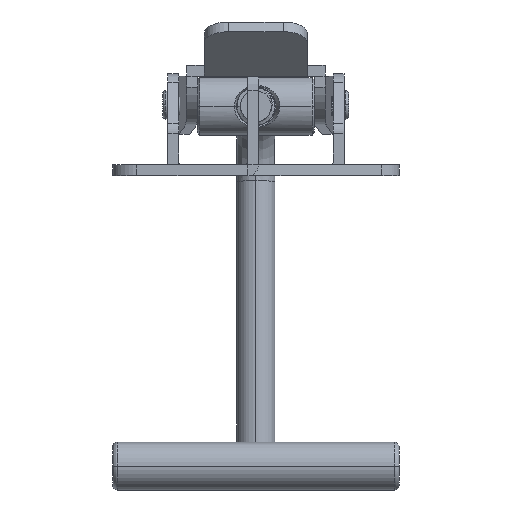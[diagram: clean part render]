
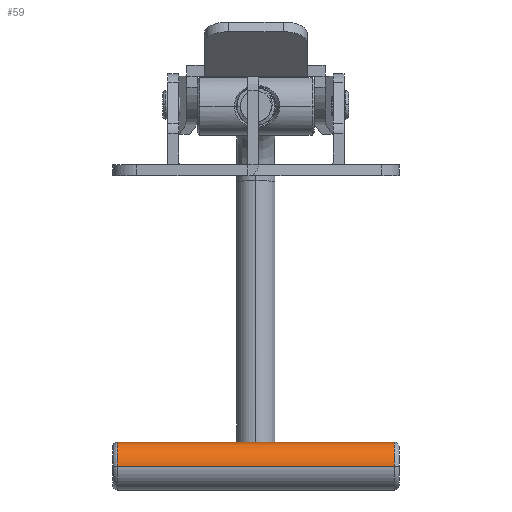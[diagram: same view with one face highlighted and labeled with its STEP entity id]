
A CAD part, left-side view. The second image highlights one B-rep face of the part: STEP entity #59.
In plain terms, the highlighted cylindrical face has radius 5 mm (diameter 10 mm), a partial arc.
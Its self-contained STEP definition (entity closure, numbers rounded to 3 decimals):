
#59=ADVANCED_FACE('',(#316),#4180,.T.);
#316=FACE_OUTER_BOUND('',#573,.T.);
#573=EDGE_LOOP('',(#859,#860,#861,#862,#863,#864,#865));
#859=ORIENTED_EDGE('',*,*,#2262,.T.);
#860=ORIENTED_EDGE('',*,*,#2161,.F.);
#861=ORIENTED_EDGE('',*,*,#2261,.F.);
#862=ORIENTED_EDGE('',*,*,#2259,.T.);
#863=ORIENTED_EDGE('',*,*,#2277,.T.);
#864=ORIENTED_EDGE('',*,*,#2160,.F.);
#865=ORIENTED_EDGE('',*,*,#2159,.T.);
#2159=EDGE_CURVE('',#3645,#3711,#3293,.T.);
#2160=EDGE_CURVE('',#3645,#3710,#3100,.T.);
#2161=EDGE_CURVE('',#3646,#3712,#3294,.T.);
#2259=EDGE_CURVE('',#3709,#3718,#2861,.T.);
#2261=EDGE_CURVE('',#3709,#3646,#3140,.T.);
#2262=EDGE_CURVE('',#3711,#3712,#3141,.T.);
#2277=EDGE_CURVE('',#3718,#3710,#2863,.T.);
#2861=B_SPLINE_CURVE_WITH_KNOTS('',3,(#19558,#19559,#19560,#19561,#19562,
#19563,#19564,#19565),.UNSPECIFIED.,.F.,.F.,(4,2,2,4),(0.,0.233,
0.349,0.466),.UNSPECIFIED.);
#2863=B_SPLINE_CURVE_WITH_KNOTS('',3,(#19639,#19640,#19641,#19642,#19643,
#19644,#19645,#19646),.UNSPECIFIED.,.F.,.F.,(4,2,2,4),(0.466,
0.582,0.698,0.931),.UNSPECIFIED.);
#3100=(
BOUNDED_CURVE()
B_SPLINE_CURVE(1,(#14088,#14089),.UNSPECIFIED.,.F.,.F.)
B_SPLINE_CURVE_WITH_KNOTS((2,2),(1.,29.626),.UNSPECIFIED.)
CURVE()
GEOMETRIC_REPRESENTATION_ITEM()
RATIONAL_B_SPLINE_CURVE((1.,1.))
REPRESENTATION_ITEM('')
);
#3140=(
BOUNDED_CURVE()
B_SPLINE_CURVE(1,(#19582,#19583),.UNSPECIFIED.,.F.,.F.)
B_SPLINE_CURVE_WITH_KNOTS((2,2),(30.374,59.),.UNSPECIFIED.)
CURVE()
GEOMETRIC_REPRESENTATION_ITEM()
RATIONAL_B_SPLINE_CURVE((1.,1.))
REPRESENTATION_ITEM('')
);
#3141=(
BOUNDED_CURVE()
B_SPLINE_CURVE(1,(#19584,#19585),.UNSPECIFIED.,.F.,.F.)
B_SPLINE_CURVE_WITH_KNOTS((2,2),(1.,59.),.UNSPECIFIED.)
CURVE()
GEOMETRIC_REPRESENTATION_ITEM()
RATIONAL_B_SPLINE_CURVE((1.,1.))
REPRESENTATION_ITEM('')
);
#3293=TRIMMED_CURVE($,#3469,(#14086),(#14087),.T.,.CARTESIAN.);
#3294=TRIMMED_CURVE($,#3470,(#14091),(#14092),.T.,.CARTESIAN.);
#3469=CIRCLE('',#4464,5.);
#3470=CIRCLE('',#4465,5.);
#3645=VERTEX_POINT('',#13963);
#3646=VERTEX_POINT('',#13964);
#3709=VERTEX_POINT('',#14027);
#3710=VERTEX_POINT('',#14028);
#3711=VERTEX_POINT('',#14029);
#3712=VERTEX_POINT('',#14030);
#3718=VERTEX_POINT('',#14036);
#4180=CYLINDRICAL_SURFACE('',#4404,5.);
#4404=AXIS2_PLACEMENT_3D('',#13733,#4805,$);
#4464=AXIS2_PLACEMENT_3D($,#14085,#4865,#4866);
#4465=AXIS2_PLACEMENT_3D($,#14090,#4867,#4868);
#4805=DIRECTION('',(0.,-1.,0.));
#4865=DIRECTION('',(0.,-1.,0.));
#4866=DIRECTION('',(1.,0.,0.));
#4867=DIRECTION('',(0.,-1.,0.));
#4868=DIRECTION('',(1.,0.,0.));
#13733=CARTESIAN_POINT('',(128.605,14.498,-80.975));
#13963=CARTESIAN_POINT('',(133.605,43.498,-80.975));
#13964=CARTESIAN_POINT('',(133.605,-14.502,-80.975));
#14027=CARTESIAN_POINT('',(133.605,14.124,-80.975));
#14028=CARTESIAN_POINT('',(133.605,14.873,-80.975));
#14029=CARTESIAN_POINT('',(123.605,43.498,-80.975));
#14030=CARTESIAN_POINT('',(123.605,-14.502,-80.975));
#14036=CARTESIAN_POINT('',(133.6,14.498,-80.742));
#14085=CARTESIAN_POINT('',(128.605,43.498,-80.975));
#14086=CARTESIAN_POINT('',(133.605,43.498,-80.975));
#14087=CARTESIAN_POINT('',(123.605,43.498,-80.975));
#14088=CARTESIAN_POINT('',(133.605,43.498,-80.975));
#14089=CARTESIAN_POINT('',(133.605,14.873,-80.975));
#14090=CARTESIAN_POINT('',(128.605,-14.502,-80.975));
#14091=CARTESIAN_POINT('',(133.605,-14.502,-80.975));
#14092=CARTESIAN_POINT('',(123.605,-14.502,-80.975));
#19558=CARTESIAN_POINT('',(133.605,14.124,-80.975));
#19559=CARTESIAN_POINT('',(133.605,14.161,-80.907));
#19560=CARTESIAN_POINT('',(133.604,14.214,-80.849));
#19561=CARTESIAN_POINT('',(133.602,14.312,-80.786));
#19562=CARTESIAN_POINT('',(133.601,14.347,-80.77));
#19563=CARTESIAN_POINT('',(133.6,14.421,-80.748));
#19564=CARTESIAN_POINT('',(133.6,14.46,-80.742));
#19565=CARTESIAN_POINT('',(133.6,14.498,-80.742));
#19582=CARTESIAN_POINT('',(133.605,14.124,-80.975));
#19583=CARTESIAN_POINT('',(133.605,-14.502,-80.975));
#19584=CARTESIAN_POINT('',(123.605,43.498,-80.975));
#19585=CARTESIAN_POINT('',(123.605,-14.502,-80.975));
#19639=CARTESIAN_POINT('',(133.6,14.498,-80.742));
#19640=CARTESIAN_POINT('',(133.6,14.537,-80.742));
#19641=CARTESIAN_POINT('',(133.6,14.575,-80.748));
#19642=CARTESIAN_POINT('',(133.601,14.65,-80.77));
#19643=CARTESIAN_POINT('',(133.602,14.685,-80.786));
#19644=CARTESIAN_POINT('',(133.604,14.783,-80.849));
#19645=CARTESIAN_POINT('',(133.605,14.835,-80.907));
#19646=CARTESIAN_POINT('',(133.605,14.873,-80.975));
